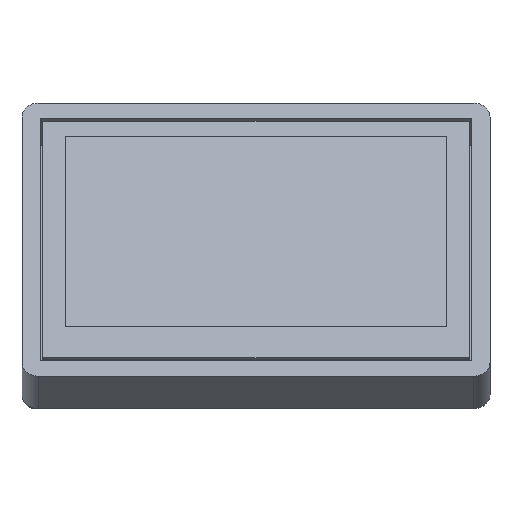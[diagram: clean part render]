
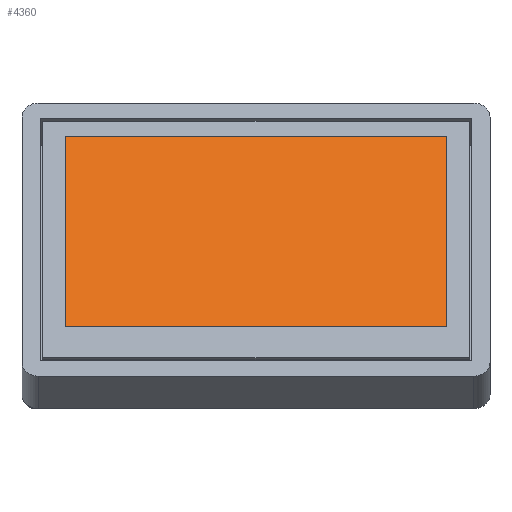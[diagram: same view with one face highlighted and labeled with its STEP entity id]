
A CAD part, top view. The second image highlights one B-rep face of the part: STEP entity #4360.
In plain terms, the highlighted face is planar.
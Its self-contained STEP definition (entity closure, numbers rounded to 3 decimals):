
#353=FACE_OUTER_BOUND('',#600,.T.);
#600=EDGE_LOOP('',(#2872,#2873,#2874,#2875));
#908=LINE('',#6353,#1369);
#909=LINE('',#6355,#1370);
#910=LINE('',#6357,#1371);
#911=LINE('',#6358,#1372);
#1369=VECTOR('',#5060,1000.);
#1370=VECTOR('',#5061,1000.);
#1371=VECTOR('',#5062,1000.);
#1372=VECTOR('',#5063,1000.);
#1830=VERTEX_POINT('',#6351);
#1831=VERTEX_POINT('',#6352);
#1832=VERTEX_POINT('',#6354);
#1833=VERTEX_POINT('',#6356);
#2242=EDGE_CURVE('',#1830,#1831,#908,.T.);
#2243=EDGE_CURVE('',#1832,#1831,#909,.T.);
#2244=EDGE_CURVE('',#1833,#1832,#910,.T.);
#2245=EDGE_CURVE('',#1833,#1830,#911,.T.);
#2872=ORIENTED_EDGE('',*,*,#2242,.T.);
#2873=ORIENTED_EDGE('',*,*,#2243,.F.);
#2874=ORIENTED_EDGE('',*,*,#2244,.F.);
#2875=ORIENTED_EDGE('',*,*,#2245,.T.);
#4132=PLANE('',#4638);
#4360=ADVANCED_FACE('',(#353),#4132,.F.);
#4638=AXIS2_PLACEMENT_3D('',#6350,#5058,#5059);
#5058=DIRECTION('center_axis',(0.,0.,-1.));
#5059=DIRECTION('ref_axis',(-1.,0.,0.));
#5060=DIRECTION('',(1.,0.,0.));
#5061=DIRECTION('',(0.,-1.,0.));
#5062=DIRECTION('',(1.,0.,0.));
#5063=DIRECTION('',(0.,-1.,0.));
#6350=CARTESIAN_POINT('Origin',(-1.1,-1.05,0.5));
#6351=CARTESIAN_POINT('',(-48.6,-26.05,0.5));
#6352=CARTESIAN_POINT('',(46.4,-26.05,0.5));
#6353=CARTESIAN_POINT('',(-48.6,-26.05,0.5));
#6354=CARTESIAN_POINT('',(46.4,28.55,0.5));
#6355=CARTESIAN_POINT('',(46.4,28.55,0.5));
#6356=CARTESIAN_POINT('',(-48.6,28.55,0.5));
#6357=CARTESIAN_POINT('',(-48.6,28.55,0.5));
#6358=CARTESIAN_POINT('',(-48.6,28.55,0.5));
